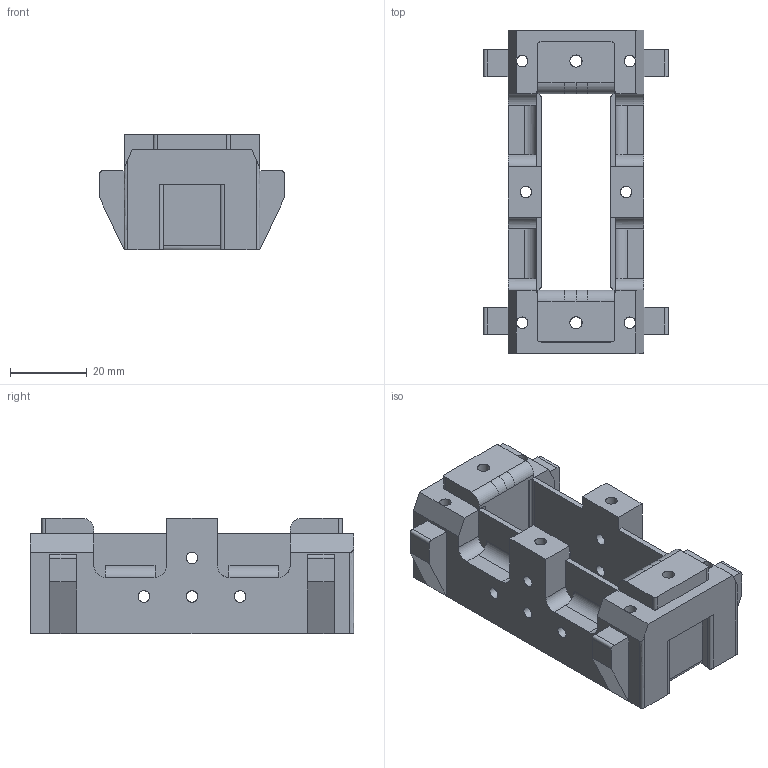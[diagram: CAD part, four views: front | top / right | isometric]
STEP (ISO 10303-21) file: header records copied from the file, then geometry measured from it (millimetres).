
FILE_DESCRIPTION(/* description */ (''),/* implementation_level */ '2;1');
FILE_NAME(/* name */ 'carrige_jam_t18_w50',/* time_stamp */ '2026-01-15T17:15:28+03:00',/* author */ (''),/* organization */ (''),/* preprocessor_version */ 'ST-DEVELOPER v16.5',/* originating_system */ 'Rhino 7.23',/* authorisation */ '');
FILE_SCHEMA (('CONFIG_CONTROL_DESIGN'));
Length unit declared in the file: millimetre
Products named in the file (1): Document
Bounding box: 48 x 84 x 30.01 mm (x, y, z)
Volume: 48453 mm3; surface area: 18542 mm2
Topology: 1 solids, 1 shells, 156 faces, 465 edges, 298 vertices
Faces by surface type: plane 85, cylinder 50, bspline 21
Full cylindrical faces by diameter (mm): 3 x22, 3.15 x2
Entity records: 5622 total; most frequent: CARTESIAN_POINT 2571, ORIENTED_EDGE 930, EDGE_CURVE 465, B_SPLINE_CURVE_WITH_KNOTS 329, VERTEX_POINT 298, EDGE_LOOP 185, ADVANCED_FACE 156, FACE_OUTER_BOUND 156
